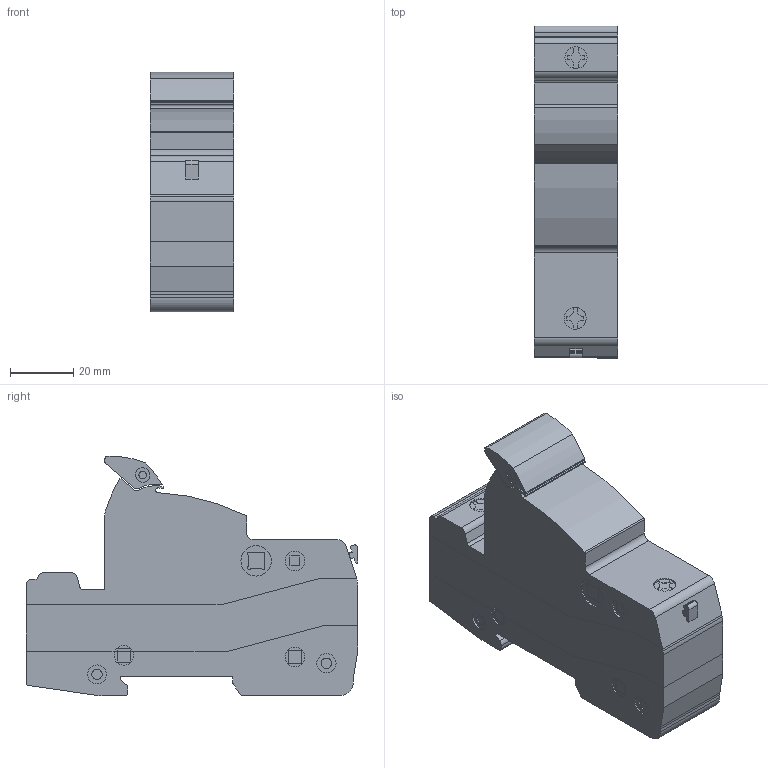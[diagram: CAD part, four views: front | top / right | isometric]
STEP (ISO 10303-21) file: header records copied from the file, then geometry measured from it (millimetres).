
FILE_DESCRIPTION((''),'2;1');
FILE_NAME('3d_FB02A1PL.stp','2012-10-03T09:01:13',(''),(''),'Mechanical Desktop 2011','Mechanical Desktop 2011',', , ');
FILE_SCHEMA(('CONFIG_CONTROL_DESIGN'));
Length unit declared in the file: millimetre
Products named in the file (1): Product
Bounding box: 26.5 x 105.25 x 75.98 mm (x, y, z)
Volume: 140813.1 mm3; surface area: 32563.9 mm2
Topology: 4 solids, 4 shells, 210 faces, 580 edges, 393 vertices
Faces by surface type: plane 135, cylinder 75
Entity records: 6843 total; most frequent: CARTESIAN_POINT 1184, DIRECTION 1180, ORIENTED_EDGE 1160, EDGE_CURVE 580, VECTOR 402, LINE 402, VERTEX_POINT 393, AXIS2_PLACEMENT_3D 389
